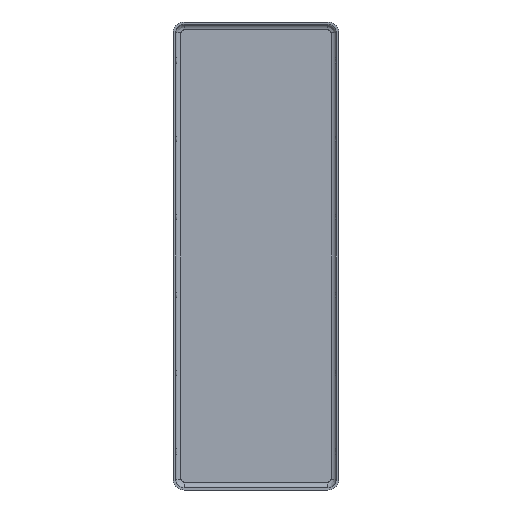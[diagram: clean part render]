
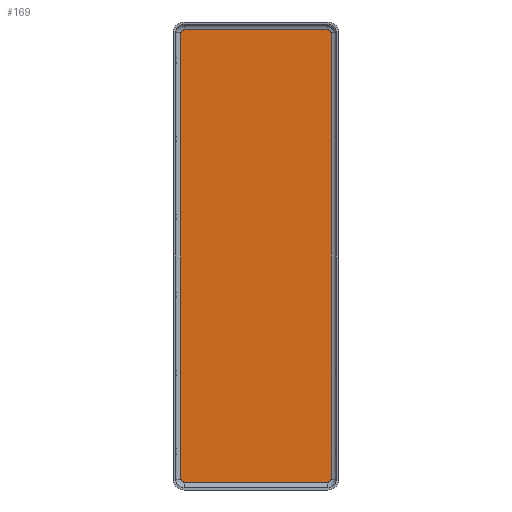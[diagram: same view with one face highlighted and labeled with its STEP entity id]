
A CAD part, front view. The second image highlights one B-rep face of the part: STEP entity #169.
In plain terms, the highlighted planar face has unit normal (0, -1, 0).
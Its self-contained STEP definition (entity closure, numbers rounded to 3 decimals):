
#169 = ADVANCED_FACE( 'NONE', ( #366 ), #367, .T. );
#366 = FACE_OUTER_BOUND( '', #729, .T. );
#367 = PLANE( '', #730 );
#729 = EDGE_LOOP( '', ( #1102, #1103, #1104, #1105, #1106, #1107, #1108, #1109 ) );
#730 = AXIS2_PLACEMENT_3D( '', #1110, #1111, #1112 );
#1102 = ORIENTED_EDGE( '', *, *, #1354, .F. );
#1103 = ORIENTED_EDGE( '', *, *, #1285, .F. );
#1104 = ORIENTED_EDGE( '', *, *, #1363, .F. );
#1105 = ORIENTED_EDGE( '', *, *, #1239, .T. );
#1106 = ORIENTED_EDGE( '', *, *, #1364, .T. );
#1107 = ORIENTED_EDGE( '', *, *, #1228, .F. );
#1108 = ORIENTED_EDGE( '', *, *, #1235, .T. );
#1109 = ORIENTED_EDGE( '', *, *, #1281, .T. );
#1110 = CARTESIAN_POINT( '', ( 9.2, 0., -28.55 ) );
#1111 = DIRECTION( '', ( 0., -1., 0. ) );
#1112 = DIRECTION( '', ( 0., 0., -1. ) );
#1228 = EDGE_CURVE( 'NONE', #1392, #1394, #1395, .T. );
#1235 = EDGE_CURVE( 'NONE', #1392, #1403, #1405, .T. );
#1239 = EDGE_CURVE( 'NONE', #1412, #1410, #1413, .T. );
#1281 = EDGE_CURVE( 'NONE', #1403, #1481, #1483, .T. );
#1285 = EDGE_CURVE( 'NONE', #1488, #1490, #1491, .T. );
#1354 = EDGE_CURVE( 'NONE', #1490, #1481, #1584, .T. );
#1363 = EDGE_CURVE( 'NONE', #1412, #1488, #1595, .T. );
#1364 = EDGE_CURVE( 'NONE', #1410, #1394, #1596, .T. );
#1392 = VERTEX_POINT( 'NONE', #1627 );
#1394 = VERTEX_POINT( 'NONE', #1629 );
#1395 = CIRCLE( '', #1630, 0.4 );
#1403 = VERTEX_POINT( 'NONE', #1639 );
#1405 = LINE( '', #1641, #1642 );
#1410 = VERTEX_POINT( 'NONE', #1647 );
#1412 = VERTEX_POINT( 'NONE', #1649 );
#1413 = CIRCLE( '', #1650, 0.4 );
#1481 = VERTEX_POINT( 'NONE', #1730 );
#1483 = CIRCLE( '', #1732, 0.4 );
#1488 = VERTEX_POINT( 'NONE', #1737 );
#1490 = VERTEX_POINT( 'NONE', #1739 );
#1491 = CIRCLE( '', #1740, 0.4 );
#1584 = LINE( '', #1852, #1853 );
#1595 = LINE( '', #1864, #1865 );
#1596 = LINE( '', #1866, #1867 );
#1627 = CARTESIAN_POINT( '', ( -9.6, 0., 28.55 ) );
#1629 = CARTESIAN_POINT( '', ( -9.2, 0., 28.95 ) );
#1630 = AXIS2_PLACEMENT_3D( '', #1904, #1905, #1906 );
#1639 = CARTESIAN_POINT( '', ( -9.6, 0., -28.55 ) );
#1641 = CARTESIAN_POINT( '', ( -9.6, 0., 0. ) );
#1642 = VECTOR( '', #1917, 1000. );
#1647 = CARTESIAN_POINT( '', ( 9.2, 0., 28.95 ) );
#1649 = CARTESIAN_POINT( '', ( 9.6, 0., 28.55 ) );
#1650 = AXIS2_PLACEMENT_3D( '', #1924, #1925, #1926 );
#1730 = CARTESIAN_POINT( '', ( -9.2, 0., -28.95 ) );
#1732 = AXIS2_PLACEMENT_3D( '', #1999, #2000, #2001 );
#1737 = CARTESIAN_POINT( '', ( 9.6, 0., -28.55 ) );
#1739 = CARTESIAN_POINT( '', ( 9.2, 0., -28.95 ) );
#1740 = AXIS2_PLACEMENT_3D( '', #2008, #2009, #2010 );
#1852 = CARTESIAN_POINT( '', ( 9.2, 0., -28.95 ) );
#1853 = VECTOR( '', #2105, 1000. );
#1864 = CARTESIAN_POINT( '', ( 9.6, 0., 0. ) );
#1865 = VECTOR( '', #2112, 1000. );
#1866 = CARTESIAN_POINT( '', ( 9.2, 0., 28.95 ) );
#1867 = VECTOR( '', #2113, 1000. );
#1904 = CARTESIAN_POINT( '', ( -9.2, 0., 28.55 ) );
#1905 = DIRECTION( '', ( 0., 1., 0. ) );
#1906 = DIRECTION( '', ( 0., 0., -1. ) );
#1917 = DIRECTION( '', ( 0., 0., -1. ) );
#1924 = CARTESIAN_POINT( '', ( 9.2, 0., 28.55 ) );
#1925 = DIRECTION( '', ( 0., -1., 0. ) );
#1926 = DIRECTION( '', ( 0., 0., -1. ) );
#1999 = CARTESIAN_POINT( '', ( -9.2, 0., -28.55 ) );
#2000 = DIRECTION( '', ( 0., -1., 0. ) );
#2001 = DIRECTION( '', ( 0., 0., 1. ) );
#2008 = CARTESIAN_POINT( '', ( 9.2, 0., -28.55 ) );
#2009 = DIRECTION( '', ( 0., 1., 0. ) );
#2010 = DIRECTION( '', ( 0., 0., 1. ) );
#2105 = DIRECTION( '', ( -1., 0., 0. ) );
#2112 = DIRECTION( '', ( 0., 0., -1. ) );
#2113 = DIRECTION( '', ( -1., 0., 0. ) );
